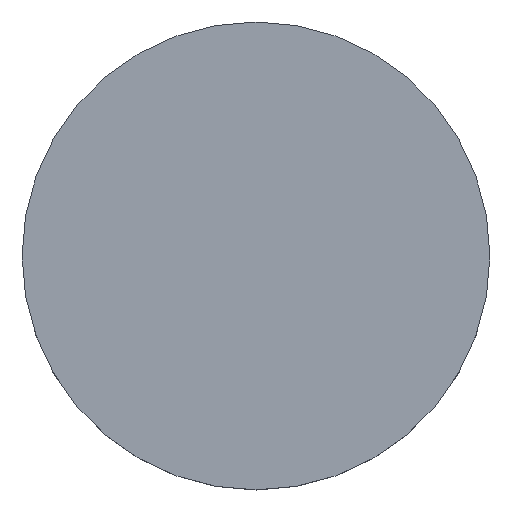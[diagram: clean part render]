
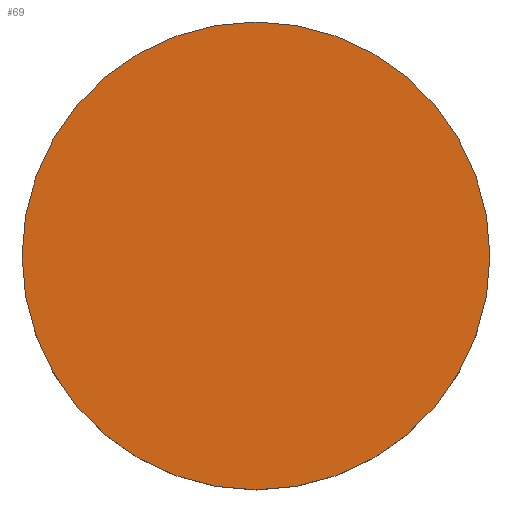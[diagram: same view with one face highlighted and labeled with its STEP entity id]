
A CAD part, top view. The second image highlights one B-rep face of the part: STEP entity #69.
In plain terms, the highlighted planar face has unit normal (0, 0, 1).
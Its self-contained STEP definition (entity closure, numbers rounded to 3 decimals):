
#9 = DIRECTION ( 'NONE',  ( 1., 0., 0. ) ) ;
#13 = VERTEX_POINT ( 'NONE', #190 ) ;
#22 = CIRCLE ( 'NONE', #88, 6.35 ) ;
#24 = VERTEX_POINT ( 'NONE', #136 ) ;
#38 = AXIS2_PLACEMENT_3D ( 'NONE', #90, #45, #178 ) ;
#45 = DIRECTION ( 'NONE',  ( 0., 0., -1. ) ) ;
#56 = CIRCLE ( 'NONE', #38, 6.35 ) ;
#59 = CARTESIAN_POINT ( 'NONE',  ( 0., 0., 3. ) ) ;
#69 = ADVANCED_FACE ( 'NONE', ( #182 ), #89, .T. ) ;
#77 = ORIENTED_EDGE ( 'NONE', *, *, #122, .F. ) ;
#81 = AXIS2_PLACEMENT_3D ( 'NONE', #205, #105, #9 ) ;
#88 = AXIS2_PLACEMENT_3D ( 'NONE', #59, #196, #110 ) ;
#89 = PLANE ( 'NONE',  #81 ) ;
#90 = CARTESIAN_POINT ( 'NONE',  ( 0., 0., 3. ) ) ;
#105 = DIRECTION ( 'NONE',  ( 0., 0., 1. ) ) ;
#110 = DIRECTION ( 'NONE',  ( 0., -1., 0. ) ) ;
#113 = EDGE_CURVE ( 'NONE', #13, #24, #22, .T. ) ;
#115 = ORIENTED_EDGE ( 'NONE', *, *, #113, .F. ) ;
#122 = EDGE_CURVE ( 'NONE', #24, #13, #56, .T. ) ;
#136 = CARTESIAN_POINT ( 'NONE',  ( 0., 6.35, 3. ) ) ;
#178 = DIRECTION ( 'NONE',  ( 0., -1., 0. ) ) ;
#182 = FACE_OUTER_BOUND ( 'NONE', #212, .T. ) ;
#190 = CARTESIAN_POINT ( 'NONE',  ( 0., -6.35, 3. ) ) ;
#196 = DIRECTION ( 'NONE',  ( 0., 0., -1. ) ) ;
#205 = CARTESIAN_POINT ( 'NONE',  ( 0., 13.158, 3. ) ) ;
#212 = EDGE_LOOP ( 'NONE', ( #115, #77 ) ) ;
